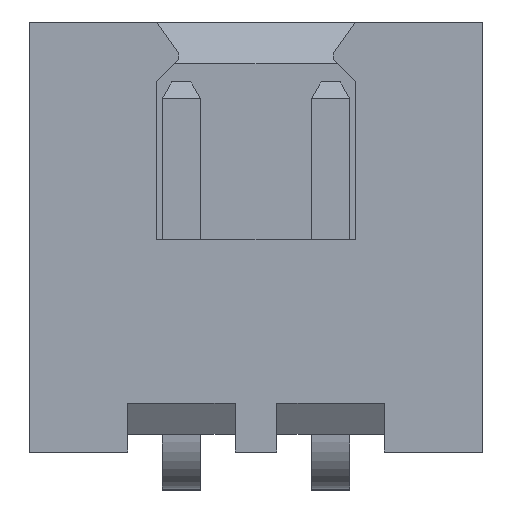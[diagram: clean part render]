
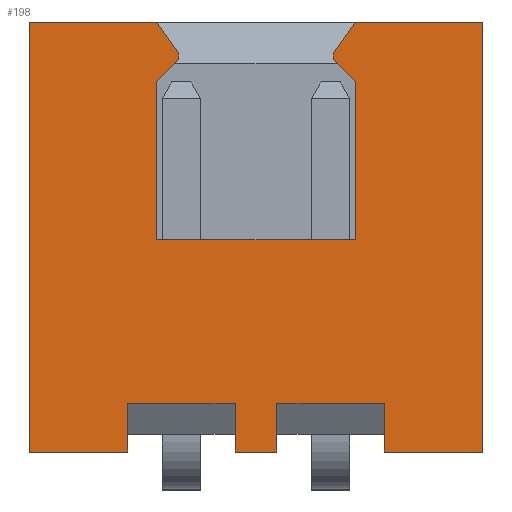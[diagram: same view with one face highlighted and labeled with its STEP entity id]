
A CAD part, top view. The second image highlights one B-rep face of the part: STEP entity #198.
In plain terms, the highlighted planar face has unit normal (0, 0, 1).
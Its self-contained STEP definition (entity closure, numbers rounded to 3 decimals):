
#198=ADVANCED_FACE('',(#747),#749,.T.);
#747=FACE_BOUND('',#748,.T.);
#748=EDGE_LOOP('',(#1174,#1175,#1176,#1177,#1178,#1179,#1180,#1181,#1182,#1183,#1184,
#1185,#1186,#1187,#1188,#1189,#1190,#1191,#1192,#1193,#1194,#1195));
#749=PLANE('',#750);
#750=AXIS2_PLACEMENT_3D('',#751,#752,#753);
#751=CARTESIAN_POINT('',(5.05,0.3,5.95));
#752=DIRECTION('',(0.,-0.,1.));
#753=DIRECTION('',(0.,1.,0.));
#1174=ORIENTED_EDGE('',*,*,#1496,.T.);
#1175=ORIENTED_EDGE('',*,*,#1497,.T.);
#1176=ORIENTED_EDGE('',*,*,#1498,.F.);
#1177=ORIENTED_EDGE('',*,*,#1499,.T.);
#1178=ORIENTED_EDGE('',*,*,#1500,.T.);
#1179=ORIENTED_EDGE('',*,*,#1501,.T.);
#1180=ORIENTED_EDGE('',*,*,#1502,.T.);
#1181=ORIENTED_EDGE('',*,*,#1503,.T.);
#1182=ORIENTED_EDGE('',*,*,#1504,.T.);
#1183=ORIENTED_EDGE('',*,*,#1505,.T.);
#1184=ORIENTED_EDGE('',*,*,#1506,.T.);
#1185=ORIENTED_EDGE('',*,*,#1507,.T.);
#1186=ORIENTED_EDGE('',*,*,#1508,.T.);
#1187=ORIENTED_EDGE('',*,*,#1509,.T.);
#1188=ORIENTED_EDGE('',*,*,#1510,.T.);
#1189=ORIENTED_EDGE('',*,*,#1511,.F.);
#1190=ORIENTED_EDGE('',*,*,#1512,.F.);
#1191=ORIENTED_EDGE('',*,*,#1513,.T.);
#1192=ORIENTED_EDGE('',*,*,#1514,.T.);
#1193=ORIENTED_EDGE('',*,*,#1515,.T.);
#1194=ORIENTED_EDGE('',*,*,#1516,.F.);
#1195=ORIENTED_EDGE('',*,*,#1517,.T.);
#1496=EDGE_CURVE('',#1657,#1658,#1659,.F.);
#1497=EDGE_CURVE('',#1658,#1660,#1661,.T.);
#1498=EDGE_CURVE('',#1662,#1660,#1663,.T.);
#1499=EDGE_CURVE('',#1662,#1664,#1665,.T.);
#1500=EDGE_CURVE('',#1664,#1666,#1667,.T.);
#1501=EDGE_CURVE('',#1666,#1668,#1669,.F.);
#1502=EDGE_CURVE('',#1668,#1670,#1671,.F.);
#1503=EDGE_CURVE('',#1670,#1672,#1673,.F.);
#1504=EDGE_CURVE('',#1672,#1674,#1675,.F.);
#1505=EDGE_CURVE('',#1674,#1676,#1677,.F.);
#1506=EDGE_CURVE('',#1676,#1678,#1679,.F.);
#1507=EDGE_CURVE('',#1678,#1680,#1681,.F.);
#1508=EDGE_CURVE('',#1680,#1682,#1683,.F.);
#1509=EDGE_CURVE('',#1682,#1684,#1685,.F.);
#1510=EDGE_CURVE('',#1684,#1686,#1687,.T.);
#1511=EDGE_CURVE('',#1688,#1686,#1689,.T.);
#1512=EDGE_CURVE('',#1690,#1688,#1691,.T.);
#1513=EDGE_CURVE('',#1690,#1692,#1693,.F.);
#1514=EDGE_CURVE('',#1692,#1694,#1695,.F.);
#1515=EDGE_CURVE('',#1694,#1696,#1697,.T.);
#1516=EDGE_CURVE('',#1698,#1696,#1699,.T.);
#1517=EDGE_CURVE('',#1698,#1657,#1700,.F.);
#1657=VERTEX_POINT('',#1922);
#1658=VERTEX_POINT('',#1923);
#1659=LINE('',#1924,#1925);
#1660=VERTEX_POINT('',#1927);
#1661=LINE('',#1928,#1929);
#1662=VERTEX_POINT('',#1931);
#1663=LINE('',#1932,#1933);
#1664=VERTEX_POINT('',#1935);
#1665=LINE('',#1936,#1937);
#1666=VERTEX_POINT('',#1939);
#1667=LINE('',#1940,#1941);
#1668=VERTEX_POINT('',#1943);
#1669=LINE('',#1944,#1945);
#1670=VERTEX_POINT('',#1947);
#1671=LINE('',#1948,#1949);
#1672=VERTEX_POINT('',#1951);
#1673=LINE('',#1952,#1953);
#1674=VERTEX_POINT('',#1955);
#1675=LINE('',#1956,#1957);
#1676=VERTEX_POINT('',#1959);
#1677=LINE('',#1960,#1961);
#1678=VERTEX_POINT('',#1963);
#1679=LINE('',#1964,#1965);
#1680=VERTEX_POINT('',#1967);
#1681=LINE('',#1968,#1969);
#1682=VERTEX_POINT('',#1971);
#1683=LINE('',#1972,#1973);
#1684=VERTEX_POINT('',#1975);
#1685=LINE('',#1976,#1977);
#1686=VERTEX_POINT('',#1979);
#1687=LINE('',#1980,#1981);
#1688=VERTEX_POINT('',#1983);
#1689=LINE('',#1984,#1985);
#1690=VERTEX_POINT('',#1987);
#1691=LINE('',#1988,#1989);
#1692=VERTEX_POINT('',#1991);
#1693=LINE('',#1992,#1993);
#1694=VERTEX_POINT('',#1995);
#1695=LINE('',#1996,#1997);
#1696=VERTEX_POINT('',#1999);
#1697=LINE('',#2000,#2001);
#1698=VERTEX_POINT('',#2003);
#1699=LINE('',#2004,#2005);
#1700=LINE('',#2007,#2008);
#1922=CARTESIAN_POINT('',(1.6,1.117,5.95));
#1923=CARTESIAN_POINT('',(3.4,1.117,5.95));
#1924=CARTESIAN_POINT('',(3.4,1.117,5.95));
#1925=VECTOR('',#1926,1.);
#1926=DIRECTION('',(-1.,0.,0.));
#1927=CARTESIAN_POINT('',(3.4,0.3,5.95));
#1928=CARTESIAN_POINT('',(3.4,1.117,5.95));
#1929=VECTOR('',#1930,1.);
#1930=DIRECTION('',(0.,-1.,0.));
#1931=CARTESIAN_POINT('',(5.05,0.3,5.95));
#1932=CARTESIAN_POINT('',(5.05,0.3,5.95));
#1933=VECTOR('',#1934,1.);
#1934=DIRECTION('',(-1.,0.,0.));
#1935=CARTESIAN_POINT('',(5.05,7.5,5.95));
#1936=CARTESIAN_POINT('',(5.05,0.3,5.95));
#1937=VECTOR('',#1938,1.);
#1938=DIRECTION('',(0.,1.,0.));
#1939=CARTESIAN_POINT('',(2.912,7.5,5.95));
#1940=CARTESIAN_POINT('',(5.05,7.5,5.95));
#1941=VECTOR('',#1942,1.);
#1942=DIRECTION('',(-1.,0.,0.));
#1943=CARTESIAN_POINT('',(2.541,6.971,5.95));
#1944=CARTESIAN_POINT('',(2.541,6.971,5.95));
#1945=VECTOR('',#1946,1.);
#1946=DIRECTION('',(0.574,0.819,0.));
#1947=CARTESIAN_POINT('',(2.541,6.871,5.95));
#1948=CARTESIAN_POINT('',(2.541,6.871,5.95));
#1949=VECTOR('',#1950,1.);
#1950=DIRECTION('',(0.,1.,0.));
#1951=CARTESIAN_POINT('',(2.912,6.5,5.95));
#1952=CARTESIAN_POINT('',(2.912,6.5,5.95));
#1953=VECTOR('',#1954,1.);
#1954=DIRECTION('',(-0.707,0.707,0.));
#1955=CARTESIAN_POINT('',(2.912,3.85,5.95));
#1956=CARTESIAN_POINT('',(2.912,3.85,5.95));
#1957=VECTOR('',#1958,1.);
#1958=DIRECTION('',(0.,1.,0.));
#1959=CARTESIAN_POINT('',(-0.412,3.85,5.95));
#1960=CARTESIAN_POINT('',(-0.412,3.85,5.95));
#1961=VECTOR('',#1962,1.);
#1962=DIRECTION('',(1.,0.,0.));
#1963=CARTESIAN_POINT('',(-0.412,6.5,5.95));
#1964=CARTESIAN_POINT('',(-0.412,6.5,5.95));
#1965=VECTOR('',#1966,1.);
#1966=DIRECTION('',(0.,-1.,0.));
#1967=CARTESIAN_POINT('',(-0.041,6.871,5.95));
#1968=CARTESIAN_POINT('',(-0.041,6.871,5.95));
#1969=VECTOR('',#1970,1.);
#1970=DIRECTION('',(-0.707,-0.707,0.));
#1971=CARTESIAN_POINT('',(-0.041,6.971,5.95));
#1972=CARTESIAN_POINT('',(-0.041,6.971,5.95));
#1973=VECTOR('',#1974,1.);
#1974=DIRECTION('',(0.,-1.,0.));
#1975=CARTESIAN_POINT('',(-0.412,7.5,5.95));
#1976=CARTESIAN_POINT('',(-0.412,7.5,5.95));
#1977=VECTOR('',#1978,1.);
#1978=DIRECTION('',(0.574,-0.819,0.));
#1979=CARTESIAN_POINT('',(-2.55,7.5,5.95));
#1980=CARTESIAN_POINT('',(-0.412,7.5,5.95));
#1981=VECTOR('',#1982,1.);
#1982=DIRECTION('',(-1.,0.,0.));
#1983=CARTESIAN_POINT('',(-2.55,0.3,5.95));
#1984=CARTESIAN_POINT('',(-2.55,0.3,5.95));
#1985=VECTOR('',#1986,1.);
#1986=DIRECTION('',(0.,1.,0.));
#1987=CARTESIAN_POINT('',(-0.9,0.3,5.95));
#1988=CARTESIAN_POINT('',(-0.9,0.3,5.95));
#1989=VECTOR('',#1990,1.);
#1990=DIRECTION('',(-1.,0.,0.));
#1991=CARTESIAN_POINT('',(-0.9,1.117,5.95));
#1992=CARTESIAN_POINT('',(-0.9,1.117,5.95));
#1993=VECTOR('',#1994,1.);
#1994=DIRECTION('',(0.,-1.,0.));
#1995=CARTESIAN_POINT('',(0.9,1.117,5.95));
#1996=CARTESIAN_POINT('',(0.9,1.117,5.95));
#1997=VECTOR('',#1998,1.);
#1998=DIRECTION('',(-1.,0.,0.));
#1999=CARTESIAN_POINT('',(0.9,0.3,5.95));
#2000=CARTESIAN_POINT('',(0.9,1.117,5.95));
#2001=VECTOR('',#2002,1.);
#2002=DIRECTION('',(0.,-1.,0.));
#2003=CARTESIAN_POINT('',(1.6,0.3,5.95));
#2004=CARTESIAN_POINT('',(1.6,0.3,5.95));
#2005=VECTOR('',#2006,1.);
#2006=DIRECTION('',(-1.,0.,0.));
#2007=CARTESIAN_POINT('',(1.6,1.117,5.95));
#2008=VECTOR('',#2009,1.);
#2009=DIRECTION('',(0.,-1.,0.));
